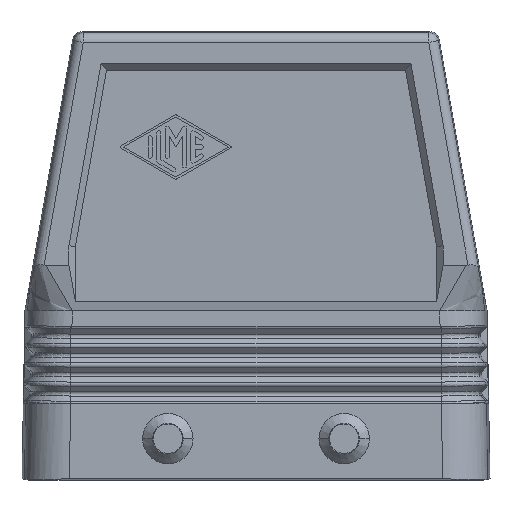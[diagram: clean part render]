
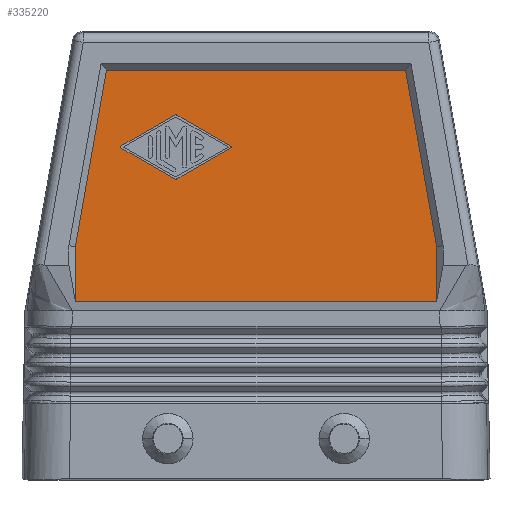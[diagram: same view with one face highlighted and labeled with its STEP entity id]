
A CAD part, left-side view. The second image highlights one B-rep face of the part: STEP entity #335220.
In plain terms, the highlighted planar face has unit normal (-1, 0, 0).
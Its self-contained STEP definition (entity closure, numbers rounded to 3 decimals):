
#20070=CARTESIAN_POINT('',(74.12,48.487,
51.855));
#20080=VERTEX_POINT('',#20070);
#20230=CARTESIAN_POINT('',(74.12,40.071,
47.044));
#20240=VERTEX_POINT('',#20230);
#20270=CARTESIAN_POINT('',(74.12,24.963,
38.409));
#20280=DIRECTION('',(0.,-0.868,-0.496));
#20290=VECTOR('',#20280,1.);
#20300=LINE('',#20270,#20290);
#20310=EDGE_CURVE('',#20080,#20240,#20300,.T.);
#22510=CARTESIAN_POINT('',(74.12,39.74,
47.044));
#22520=VERTEX_POINT('',#22510);
#22550=CARTESIAN_POINT('',(74.12,39.906,47.334));
#22560=DIRECTION('',(-1.,0.,0.));
#22570=DIRECTION('',(0.,-1.,0.));
#22580=AXIS2_PLACEMENT_3D('',#22550,#22560,#22570);
#22590=CIRCLE('',#22580,0.333);
#22600=EDGE_CURVE('',#20240,#22520,#22590,.T.);
#109720=CARTESIAN_POINT('',(74.12,39.74,
56.956));
#109730=VERTEX_POINT('',#109720);
#109890=CARTESIAN_POINT('',(74.12,40.071,
56.956));
#109900=VERTEX_POINT('',#109890);
#109930=CARTESIAN_POINT('',(74.12,39.906,56.666));
#109940=DIRECTION('',(-1.,0.,0.));
#109950=DIRECTION('',(0.,-1.,0.));
#109960=AXIS2_PLACEMENT_3D('',#109930,#109940,#109950);
#109970=CIRCLE('',#109960,0.333);
#109980=EDGE_CURVE('',#109730,#109900,#109970,.T.);
#180530=CARTESIAN_POINT('',(74.12,31.324,
51.855));
#180540=VERTEX_POINT('',#180530);
#180570=CARTESIAN_POINT('',(74.12,24.963,
55.491));
#180580=DIRECTION('',(0.,-0.868,0.496));
#180590=VECTOR('',#180580,1.);
#180600=LINE('',#180570,#180590);
#180610=EDGE_CURVE('',#22520,#180540,#180600,.T.);
#180840=CARTESIAN_POINT('',(74.12,31.324,
52.145));
#180850=VERTEX_POINT('',#180840);
#180950=CARTESIAN_POINT('',(74.12,24.963,
48.509));
#180960=DIRECTION('',(0.,0.868,0.496));
#180970=VECTOR('',#180960,1.);
#180980=LINE('',#180950,#180970);
#180990=EDGE_CURVE('',#180850,#109730,#180980,.T.);
#192220=CARTESIAN_POINT('',(74.12,-0.759,
27.871));
#192230=VERTEX_POINT('',#192220);
#192260=CARTESIAN_POINT('',(74.12,-0.759,
34.229));
#192270=DIRECTION('',(0.,0.,1.));
#192280=VECTOR('',#192270,1.);
#192290=LINE('',#192260,#192280);
#192300=CARTESIAN_POINT('',(74.12,-0.759,
36.494));
#192310=VERTEX_POINT('',#192300);
#192320=EDGE_CURVE('',#192230,#192310,#192290,.T.);
#245150=CARTESIAN_POINT('',(74.12,-1.158,
34.229));
#245160=DIRECTION('',(0.,0.174,0.985));
#245170=VECTOR('',#245160,1.);
#245180=LINE('',#245150,#245170);
#245190=CARTESIAN_POINT('',(74.12,4.087,
64.));
#245200=VERTEX_POINT('',#245190);
#245210=EDGE_CURVE('',#192310,#245200,#245180,.T.);
#269590=CARTESIAN_POINT('',(74.12,48.487,
52.145));
#269600=VERTEX_POINT('',#269590);
#269630=CARTESIAN_POINT('',(74.12,24.963,
65.591));
#269640=DIRECTION('',(0.,0.868,-0.496));
#269650=VECTOR('',#269640,1.);
#269660=LINE('',#269630,#269650);
#269670=EDGE_CURVE('',#109900,#269600,#269660,.T.);
#333250=CARTESIAN_POINT('',(74.12,48.405,52.));
#333260=DIRECTION('',(-1.,0.,0.));
#333270=DIRECTION('',(0.,-1.,0.));
#333280=AXIS2_PLACEMENT_3D('',#333250,#333260,#333270);
#333290=CIRCLE('',#333280,0.167);
#333300=EDGE_CURVE('',#269600,#20080,#333290,.T.);
#333560=CARTESIAN_POINT('',(74.12,25.163,
64.));
#333570=DIRECTION('',(0.,1.,0.));
#333580=VECTOR('',#333570,1.);
#333590=LINE('',#333560,#333580);
#333600=CARTESIAN_POINT('',(74.12,50.734,
64.));
#333610=VERTEX_POINT('',#333600);
#333620=EDGE_CURVE('',#245200,#333610,#333590,.T.);
#333940=CARTESIAN_POINT('',(74.12,55.979,
34.229));
#333950=DIRECTION('',(0.,-0.174,0.985));
#333960=VECTOR('',#333950,1.);
#333970=LINE('',#333940,#333960);
#333980=CARTESIAN_POINT('',(74.12,55.579,
36.5));
#333990=VERTEX_POINT('',#333980);
#334000=EDGE_CURVE('',#333990,#333610,#333970,.T.);
#334550=CARTESIAN_POINT('',(74.12,55.579,
34.229));
#334560=DIRECTION('',(0.,0.,1.));
#334570=VECTOR('',#334560,1.);
#334580=LINE('',#334550,#334570);
#334590=CARTESIAN_POINT('',(74.12,55.579,
27.871));
#334600=VERTEX_POINT('',#334590);
#334610=EDGE_CURVE('',#334600,#333990,#334580,.T.);
#334880=CARTESIAN_POINT('',(74.12,54.827,
50.993));
#334890=DIRECTION('',(1.,0.,0.));
#334900=DIRECTION('',(0.,1.,0.));
#334910=AXIS2_PLACEMENT_3D('',#334880,#334890,#334900);
#334920=PLANE('',#334910);
#334930=ORIENTED_EDGE('',*,*,#180990,.F.);
#334940=ORIENTED_EDGE('',*,*,#109980,.F.);
#334950=ORIENTED_EDGE('',*,*,#269670,.F.);
#334960=ORIENTED_EDGE('',*,*,#333300,.F.);
#334970=ORIENTED_EDGE('',*,*,#20310,.F.);
#334980=ORIENTED_EDGE('',*,*,#22600,.F.);
#334990=ORIENTED_EDGE('',*,*,#180610,.F.);
#335000=CARTESIAN_POINT('',(74.12,31.407,52.));
#335010=DIRECTION('',(-1.,0.,0.));
#335020=DIRECTION('',(0.,-1.,0.));
#335030=AXIS2_PLACEMENT_3D('',#335000,#335010,#335020);
#335040=CIRCLE('',#335030,0.167);
#335050=EDGE_CURVE('',#180540,#180850,#335040,.T.);
#335060=ORIENTED_EDGE('',*,*,#335050,.F.);
#335070=EDGE_LOOP('',(#335060,#334990,#334980,#334970,#334960,#334950,
#334940,#334930));
#335080=FACE_BOUND('',#335070,.T.);
#335090=ORIENTED_EDGE('',*,*,#334610,.F.);
#335100=ORIENTED_EDGE('',*,*,#334000,.F.);
#335110=ORIENTED_EDGE('',*,*,#333620,.T.);
#335120=ORIENTED_EDGE('',*,*,#245210,.T.);
#335130=ORIENTED_EDGE('',*,*,#192320,.T.);
#335140=CARTESIAN_POINT('',(74.12,25.163,
27.871));
#335150=DIRECTION('',(0.,1.,0.));
#335160=VECTOR('',#335150,1.);
#335170=LINE('',#335140,#335160);
#335180=EDGE_CURVE('',#192230,#334600,#335170,.T.);
#335190=ORIENTED_EDGE('',*,*,#335180,.F.);
#335200=EDGE_LOOP('',(#335190,#335130,#335120,#335110,#335100,#335090));
#335210=FACE_OUTER_BOUND('',#335200,.T.);
#335220=ADVANCED_FACE('',(#335080,#335210),#334920,.F.);
